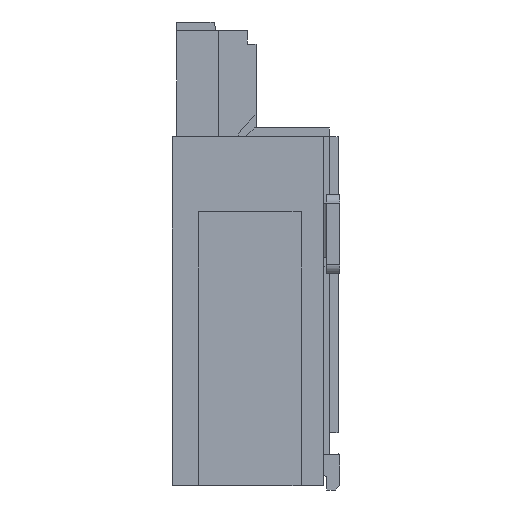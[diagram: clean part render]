
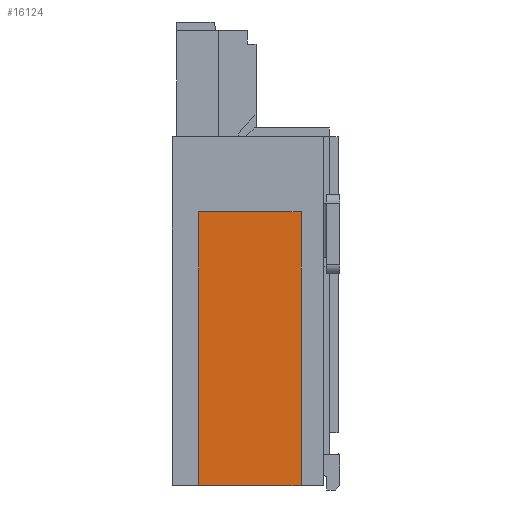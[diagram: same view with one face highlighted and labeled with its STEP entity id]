
A CAD part, left-side view. The second image highlights one B-rep face of the part: STEP entity #16124.
In plain terms, the highlighted planar face has unit normal (-1, 0, 0).
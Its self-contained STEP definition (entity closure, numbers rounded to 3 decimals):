
#25=DIRECTION('',(0.,1.,0.));
#26=VECTOR('',#25,1.16);
#27=CARTESIAN_POINT('',(-9.85,0.42,-1.25));
#28=LINE('',#27,#26);
#65=DIRECTION('',(0.,0.,-1.));
#66=VECTOR('',#65,3.1);
#67=CARTESIAN_POINT('',(-9.85,1.58,1.85));
#68=LINE('',#67,#66);
#69=DIRECTION('',(0.,1.,0.));
#70=VECTOR('',#69,1.16);
#71=CARTESIAN_POINT('',(-9.85,0.42,1.85));
#72=LINE('',#71,#70);
#73=DIRECTION('',(0.,0.,1.));
#74=VECTOR('',#73,3.1);
#75=CARTESIAN_POINT('',(-9.85,0.42,-1.25));
#76=LINE('',#75,#74);
#12407=CARTESIAN_POINT('',(-9.85,0.42,1.85));
#12408=CARTESIAN_POINT('',(-9.85,1.58,1.85));
#12409=VERTEX_POINT('',#12407);
#12410=VERTEX_POINT('',#12408);
#12419=CARTESIAN_POINT('',(-9.85,0.42,-1.25));
#12420=CARTESIAN_POINT('',(-9.85,1.58,-1.25));
#12421=VERTEX_POINT('',#12419);
#12422=VERTEX_POINT('',#12420);
#16111=CARTESIAN_POINT('',(-9.85,0.,0.));
#16112=DIRECTION('',(-1.,0.,0.));
#16113=DIRECTION('',(0.,0.,1.));
#16114=AXIS2_PLACEMENT_3D('',#16111,#16112,#16113);
#16115=PLANE('',#16114);
#16116=ORIENTED_EDGE('',*,*,#16071,.T.);
#16118=ORIENTED_EDGE('',*,*,#16117,.F.);
#16120=ORIENTED_EDGE('',*,*,#16119,.F.);
#16121=ORIENTED_EDGE('',*,*,#16059,.F.);
#16122=EDGE_LOOP('',(#16116,#16118,#16120,#16121));
#16123=FACE_OUTER_BOUND('',#16122,.F.);
#16124=ADVANCED_FACE('',(#16123),#16115,.T.);
#16059=EDGE_CURVE('',#12421,#12409,#76,.T.);
#16071=EDGE_CURVE('',#12421,#12422,#28,.T.);
#16117=EDGE_CURVE('',#12410,#12422,#68,.T.);
#16119=EDGE_CURVE('',#12409,#12410,#72,.T.);
